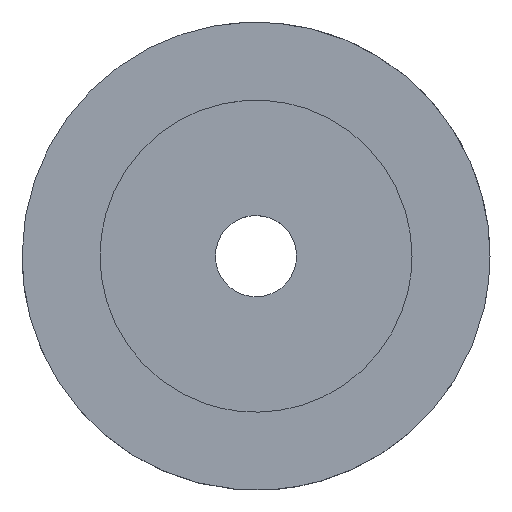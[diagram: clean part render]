
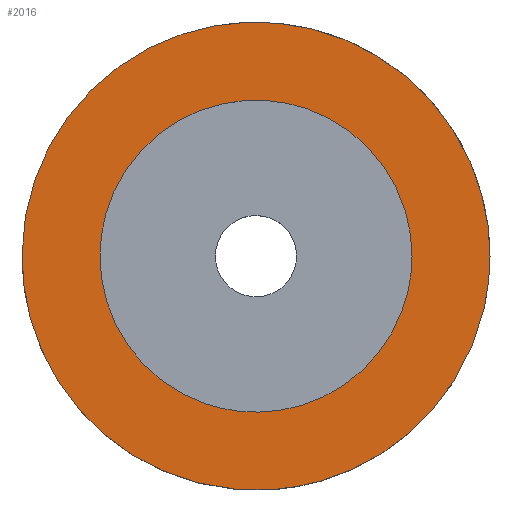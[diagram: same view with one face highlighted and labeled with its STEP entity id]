
A CAD part, top view. The second image highlights one B-rep face of the part: STEP entity #2016.
In plain terms, the highlighted free-form (B-spline) face has degree [1, 1] with [2, 2] control points.
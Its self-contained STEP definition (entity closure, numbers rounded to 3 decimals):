
#780=CARTESIAN_POINT('',(-1.18,-9.93,9.));
#781=VERTEX_POINT('',#780);
#787=CARTESIAN_POINT('',(10.0,0.0,9.));
#788=VERTEX_POINT('',#787);
#789=CARTESIAN_POINT('',(-1.18,-9.93,9.));
#790=CARTESIAN_POINT('',(-0.592,-10.0,9.));
#791=CARTESIAN_POINT('',(0.0,-10.0,9.));
#792=CARTESIAN_POINT('',(10.,-10.,9.));
#793=CARTESIAN_POINT('',(10.0,0.0,9.));
#801=(BOUNDED_CURVE()B_SPLINE_CURVE(2,(#789,#790,#791,#792,#793),.UNSPECIFIED.,.F.,.U.)B_SPLINE_CURVE_WITH_KNOTS((3,2,3),(0.23,0.25,0.5),.UNSPECIFIED.)CURVE()GEOMETRIC_REPRESENTATION_ITEM()RATIONAL_B_SPLINE_CURVE((0.956,0.976,1.0,0.707,1.0))REPRESENTATION_ITEM(''));
#802=EDGE_CURVE('',#781,#788,#801,.T.);
#804=CARTESIAN_POINT('',(0.61,9.981,9.));
#805=VERTEX_POINT('',#804);
#806=CARTESIAN_POINT('',(10.0,0.0,9.));
#807=CARTESIAN_POINT('',(10.0,9.407,9.));
#808=CARTESIAN_POINT('',(0.61,9.981,9.));
#816=(BOUNDED_CURVE()B_SPLINE_CURVE(2,(#806,#807,#808),.UNSPECIFIED.,.F.,.U.)B_SPLINE_CURVE_WITH_KNOTS((3,3),(0.5,0.739),.UNSPECIFIED.)CURVE()GEOMETRIC_REPRESENTATION_ITEM()RATIONAL_B_SPLINE_CURVE((1.0,0.72,0.976))REPRESENTATION_ITEM(''));
#817=EDGE_CURVE('',#788,#805,#816,.T.);
#891=CARTESIAN_POINT('',(-10.0,0.0,9.));
#892=VERTEX_POINT('',#891);
#893=CARTESIAN_POINT('',(0.61,9.981,9.));
#894=CARTESIAN_POINT('',(0.306,10.,9.));
#895=CARTESIAN_POINT('',(0.0,10.0,9.));
#896=CARTESIAN_POINT('',(-10.,10.,9.));
#897=CARTESIAN_POINT('',(-10.0,0.0,9.));
#905=(BOUNDED_CURVE()B_SPLINE_CURVE(2,(#893,#894,#895,#896,#897),.UNSPECIFIED.,.F.,.U.)B_SPLINE_CURVE_WITH_KNOTS((3,2,3),(0.739,0.75,1.0),.UNSPECIFIED.)CURVE()GEOMETRIC_REPRESENTATION_ITEM()RATIONAL_B_SPLINE_CURVE((0.976,0.988,1.0,0.707,1.0))REPRESENTATION_ITEM(''));
#906=EDGE_CURVE('',#805,#892,#905,.T.);
#908=CARTESIAN_POINT('',(-10.0,0.0,9.));
#909=CARTESIAN_POINT('',(-10.0,-8.882,9.));
#910=CARTESIAN_POINT('',(-1.18,-9.93,9.));
#918=(BOUNDED_CURVE()B_SPLINE_CURVE(2,(#908,#909,#910),.UNSPECIFIED.,.F.,.U.)B_SPLINE_CURVE_WITH_KNOTS((3,3),(0.0,0.23),.UNSPECIFIED.)CURVE()GEOMETRIC_REPRESENTATION_ITEM()RATIONAL_B_SPLINE_CURVE((1.0,0.731,0.956))REPRESENTATION_ITEM(''));
#919=EDGE_CURVE('',#892,#781,#918,.T.);
#1464=CARTESIAN_POINT('',(14.64,-3.269,9.));
#1465=VERTEX_POINT('',#1464);
#1471=CARTESIAN_POINT('',(1.177,-14.954,9.));
#1472=VERTEX_POINT('',#1471);
#1473=CARTESIAN_POINT('',(14.64,-3.269,9.));
#1474=CARTESIAN_POINT('',(12.225,-14.084,9.));
#1475=CARTESIAN_POINT('',(1.177,-14.954,9.));
#1483=(BOUNDED_CURVE()B_SPLINE_CURVE(2,(#1473,#1474,#1475),.UNSPECIFIED.,.F.,.U.)B_SPLINE_CURVE_WITH_KNOTS((3,3),(0.537,0.736),.UNSPECIFIED.)CURVE()GEOMETRIC_REPRESENTATION_ITEM()RATIONAL_B_SPLINE_CURVE((0.926,0.762,0.97))REPRESENTATION_ITEM(''));
#1484=EDGE_CURVE('',#1465,#1472,#1483,.T.);
#1598=CARTESIAN_POINT('',(-15.0,0.0,9.));
#1599=VERTEX_POINT('',#1598);
#1600=CARTESIAN_POINT('',(1.177,-14.954,9.));
#1601=CARTESIAN_POINT('',(0.589,-15.,9.));
#1602=CARTESIAN_POINT('',(0.0,-15.0,9.));
#1603=CARTESIAN_POINT('',(-15.,-15.,9.));
#1604=CARTESIAN_POINT('',(-15.0,0.0,9.));
#1612=(BOUNDED_CURVE()B_SPLINE_CURVE(2,(#1600,#1601,#1602,#1603,#1604),.UNSPECIFIED.,.F.,.U.)B_SPLINE_CURVE_WITH_KNOTS((3,2,3),(0.736,0.75,1.0),.UNSPECIFIED.)CURVE()GEOMETRIC_REPRESENTATION_ITEM()RATIONAL_B_SPLINE_CURVE((0.97,0.984,1.0,0.707,1.0))REPRESENTATION_ITEM(''));
#1613=EDGE_CURVE('',#1472,#1599,#1612,.T.);
#1615=CARTESIAN_POINT('',(15.0,0.0,9.));
#1616=VERTEX_POINT('',#1615);
#1617=CARTESIAN_POINT('',(-15.0,0.0,9.));
#1618=CARTESIAN_POINT('',(-15.,15.,9.));
#1619=CARTESIAN_POINT('',(0.0,15.0,9.));
#1620=CARTESIAN_POINT('',(15.,15.,9.));
#1621=CARTESIAN_POINT('',(15.0,0.0,9.));
#1629=(BOUNDED_CURVE()B_SPLINE_CURVE(2,(#1617,#1618,#1619,#1620,#1621),.UNSPECIFIED.,.F.,.U.)B_SPLINE_CURVE_WITH_KNOTS((3,2,3),(0.0,0.25,0.5),.UNSPECIFIED.)CURVE()GEOMETRIC_REPRESENTATION_ITEM()RATIONAL_B_SPLINE_CURVE((1.0,0.707,1.0,0.707,1.0))REPRESENTATION_ITEM(''));
#1630=EDGE_CURVE('',#1599,#1616,#1629,.T.);
#1632=CARTESIAN_POINT('',(15.0,0.0,9.));
#1633=CARTESIAN_POINT('',(15.,-1.654,9.));
#1634=CARTESIAN_POINT('',(14.64,-3.269,9.));
#1642=(BOUNDED_CURVE()B_SPLINE_CURVE(2,(#1632,#1633,#1634),.UNSPECIFIED.,.F.,.U.)B_SPLINE_CURVE_WITH_KNOTS((3,3),(0.5,0.537),.UNSPECIFIED.)CURVE()GEOMETRIC_REPRESENTATION_ITEM()RATIONAL_B_SPLINE_CURVE((1.0,0.956,0.926))REPRESENTATION_ITEM(''));
#1643=EDGE_CURVE('',#1616,#1465,#1642,.T.);
#1999=CARTESIAN_POINT('',(16.498,-16.494,9.));
#2000=CARTESIAN_POINT('',(-16.499,-16.494,9.));
#2001=CARTESIAN_POINT('',(16.498,16.498,9.));
#2002=CARTESIAN_POINT('',(-16.499,16.498,9.));
#2003=B_SPLINE_SURFACE_WITH_KNOTS('',1,1,((#1999,#2001),(#2000,#2002)),.UNSPECIFIED.,.F.,.F.,.U.,(2,2),(2,2),(0.0,32.997),(0.0,32.992),.UNSPECIFIED.);
#2004=ORIENTED_EDGE('',*,*,#1613,.F.);
#2005=ORIENTED_EDGE('',*,*,#1484,.F.);
#2006=ORIENTED_EDGE('',*,*,#1643,.F.);
#2007=ORIENTED_EDGE('',*,*,#1630,.F.);
#2008=EDGE_LOOP('',(#2004,#2005,#2006,#2007));
#2009=FACE_OUTER_BOUND('',#2008,.T.);
#2010=ORIENTED_EDGE('',*,*,#817,.F.);
#2011=ORIENTED_EDGE('',*,*,#802,.F.);
#2012=ORIENTED_EDGE('',*,*,#919,.F.);
#2013=ORIENTED_EDGE('',*,*,#906,.F.);
#2014=EDGE_LOOP('',(#2010,#2011,#2012,#2013));
#2015=FACE_BOUND('',#2014,.T.);
#2016=ADVANCED_FACE('',(#2009,#2015),#2003,.F.);
